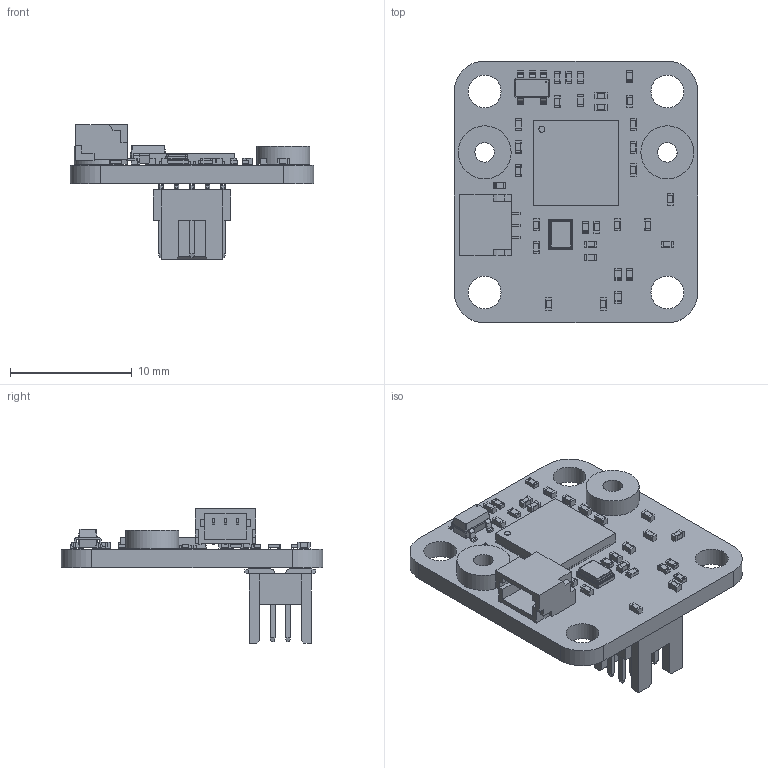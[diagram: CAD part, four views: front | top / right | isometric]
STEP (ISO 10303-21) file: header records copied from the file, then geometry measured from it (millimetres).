
FILE_DESCRIPTION(('KiCad electronic assembly'),'2;1');
FILE_NAME('accel-lsm6dsv16x-rp2354a.step','2026-01-12T20:15:03',( 'Pcbnew'),('Kicad'),'Open CASCADE STEP processor 7.9', 'KiCad to STEP converter','Unknown');
FILE_SCHEMA(('AUTOMOTIVE_DESIGN { 1 0 10303 214 1 1 1 1 }'));
Length unit declared in the file: millimetre
Products named in the file (10): accel-lsm6dsv16x-rp2354a 1; C_0402_1005Metric; R_0402_1005Metric; Wurth_WA-SMST_M2_Thread_1.5mm_9774015243R; QFN-56-1EP_7x7mm_P0.4mm_EP5.6x5.6mm; Crystal_SMD_2520-4Pin_2.5x2.0mm; SOT-23-5; JST_SH_SM03B-SRSS-TB_1x03-1MP_P1.00mm_Horizontal; PinHeader_2x05_P1.27_Vertical_SMD_Shrouded_BD125-10-A-0305-0580-L-B; accel-lsm6dsv16x-rp2354a_PCB
Assembly tree (39 placements, depth 2):
  accel-lsm6dsv16x-rp2354a 1
    C_0402_1005Metric  x21
    R_0402_1005Metric  x10
    Wurth_WA-SMST_M2_Thread_1.5mm_9774015243R  x2
    QFN-56-1EP_7x7mm_P0.4mm_EP5.6x5.6mm
    Crystal_SMD_2520-4Pin_2.5x2.0mm
    SOT-23-5
    JST_SH_SM03B-SRSS-TB_1x03-1MP_P1.00mm_Horizontal
    PinHeader_2x05_P1.27_Vertical_SMD_Shrouded_BD125-10-A-0305-0580-L-B
    accel-lsm6dsv16x-rp2354a_PCB
Bounding box: 20 x 21.5 x 11.05 mm (x, y, z)
Volume: 840.4 mm3; surface area: 1850.6 mm2
Topology: 49 solids, 49 shells, 1821 faces, 4779 edges, 3109 vertices
Faces by surface type: plane 1258, cylinder 499, torus 36, bspline 28
Full cylindrical faces by diameter (mm): 0.5 x1, 2.7 x4, 2.9 x2
Entity records: 38045 total; most frequent: CARTESIAN_POINT 5849, ORIENTED_EDGE 5424, DIRECTION 5158, EDGE_CURVE 2712, LINE 2250, VECTOR 2250, VERTEX_POINT 1741, AXIS2_PLACEMENT_3D 1454
